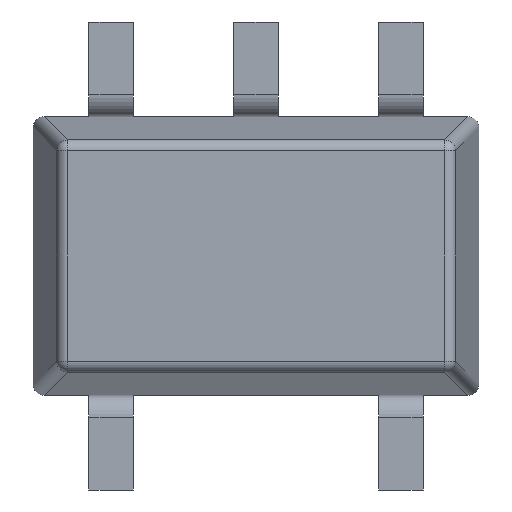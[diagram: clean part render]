
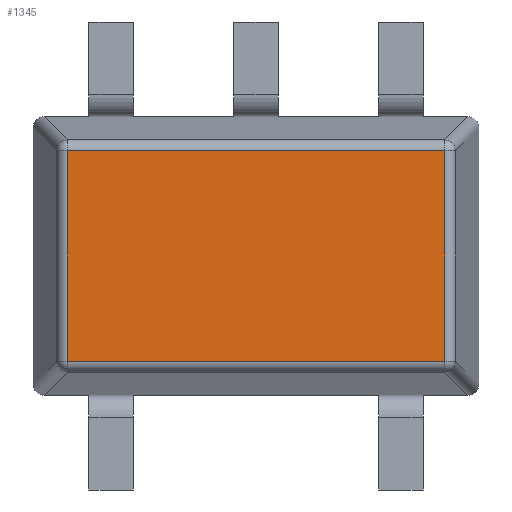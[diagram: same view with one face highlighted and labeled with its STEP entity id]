
A CAD part, front view. The second image highlights one B-rep face of the part: STEP entity #1345.
In plain terms, the highlighted planar face has unit normal (0, -1, 0).
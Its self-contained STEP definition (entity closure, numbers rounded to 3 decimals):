
#51 = ORIENTED_EDGE ( 'NONE', *, *, #1716, .T. ) ;
#110 = LINE ( 'NONE', #2649, #1110 ) ;
#599 = LINE ( 'NONE', #1038, #1788 ) ;
#639 = VERTEX_POINT ( 'NONE', #1616 ) ;
#851 = VERTEX_POINT ( 'NONE', #1733 ) ;
#964 = ORIENTED_EDGE ( 'NONE', *, *, #1819, .T. ) ;
#1006 = CARTESIAN_POINT ( 'NONE',  ( 0.846, -0.633, -0.471 ) ) ;
#1038 = CARTESIAN_POINT ( 'NONE',  ( -0.846, -0.633, -0.513 ) ) ;
#1110 = VECTOR ( 'NONE', #2113, 1000. ) ;
#1224 = PLANE ( 'NONE',  #2195 ) ;
#1233 = CARTESIAN_POINT ( 'NONE',  ( 0.846, -0.633, 0.513 ) ) ;
#1271 = DIRECTION ( 'NONE',  ( -1., 0., 0. ) ) ;
#1345 = ADVANCED_FACE ( 'NONE', ( #1521 ), #1224, .F. ) ;
#1521 = FACE_OUTER_BOUND ( 'NONE', #2760, .T. ) ;
#1529 = ORIENTED_EDGE ( 'NONE', *, *, #2112, .T. ) ;
#1616 = CARTESIAN_POINT ( 'NONE',  ( -0.846, -0.633, -0.471 ) ) ;
#1651 = LINE ( 'NONE', #1233, #2702 ) ;
#1695 = LINE ( 'NONE', #2522, #2684 ) ;
#1703 = DIRECTION ( 'NONE',  ( 0., 0., -1. ) ) ;
#1716 = EDGE_CURVE ( 'NONE', #2636, #851, #1651, .T. ) ;
#1733 = CARTESIAN_POINT ( 'NONE',  ( 0.846, -0.633, 0.471 ) ) ;
#1788 = VECTOR ( 'NONE', #1703, 1000. ) ;
#1819 = EDGE_CURVE ( 'NONE', #639, #2636, #110, .T. ) ;
#1865 = DIRECTION ( 'NONE',  ( 0., 1., 0. ) ) ;
#2048 = DIRECTION ( 'NONE',  ( 0., 0., 1. ) ) ;
#2059 = CARTESIAN_POINT ( 'NONE',  ( 0., -0.633, 0. ) ) ;
#2112 = EDGE_CURVE ( 'NONE', #2156, #639, #599, .T. ) ;
#2113 = DIRECTION ( 'NONE',  ( 1., 0., 0. ) ) ;
#2156 = VERTEX_POINT ( 'NONE', #2528 ) ;
#2195 = AXIS2_PLACEMENT_3D ( 'NONE', #2059, #1865, #2048 ) ;
#2440 = ORIENTED_EDGE ( 'NONE', *, *, #2766, .T. ) ;
#2522 = CARTESIAN_POINT ( 'NONE',  ( -0.888, -0.633, 0.471 ) ) ;
#2528 = CARTESIAN_POINT ( 'NONE',  ( -0.846, -0.633, 0.471 ) ) ;
#2636 = VERTEX_POINT ( 'NONE', #1006 ) ;
#2649 = CARTESIAN_POINT ( 'NONE',  ( 0.888, -0.633, -0.471 ) ) ;
#2680 = DIRECTION ( 'NONE',  ( 0., 0., 1. ) ) ;
#2684 = VECTOR ( 'NONE', #1271, 1000. ) ;
#2702 = VECTOR ( 'NONE', #2680, 1000. ) ;
#2760 = EDGE_LOOP ( 'NONE', ( #1529, #964, #51, #2440 ) ) ;
#2766 = EDGE_CURVE ( 'NONE', #851, #2156, #1695, .T. ) ;
